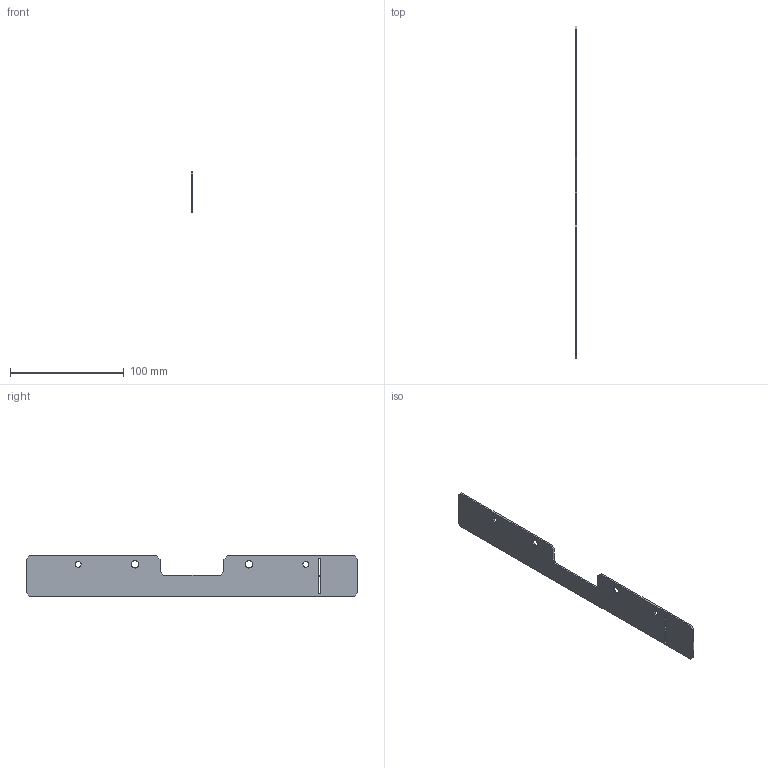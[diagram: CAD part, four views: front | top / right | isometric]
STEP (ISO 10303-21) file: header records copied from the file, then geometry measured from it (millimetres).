
FILE_DESCRIPTION (( 'STEP AP214' ), '1' );
FILE_NAME ('FO-00-BPS1-040 FORMAT Ïëàíêà ñåêö. êîìïåíñàö. òèï 1 (12,5ìì) â øêàô 400 IEK.STEP', '2024-07-03T11:11:57', ( '' ), ( '' ), 'SwSTEP 2.0', 'SolidWorks 2022', '' );
FILE_SCHEMA (( 'AUTOMOTIVE_DESIGN' ));
Length unit declared in the file: millimetre
Products named in the file (1): FO-00-BPS1-040 FORMAT Планка секц. компенсац. тип 1 (12,5мм) в шкаф 400 IEK
Bounding box: 1.5 x 291.5 x 35.5 mm (x, y, z)
Volume: 13814.1 mm3; surface area: 19642 mm2
Topology: 1 solids, 1 shells, 34 faces, 96 edges, 64 vertices
Faces by surface type: plane 26, cylinder 8
Entity records: 1154 total; most frequent: CARTESIAN_POINT 195, ORIENTED_EDGE 192, DIRECTION 182, EDGE_CURVE 96, VECTOR 80, LINE 80, VERTEX_POINT 64, AXIS2_PLACEMENT_3D 51
